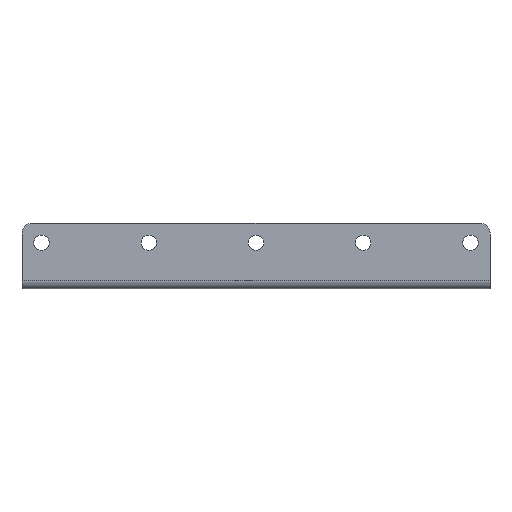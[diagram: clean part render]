
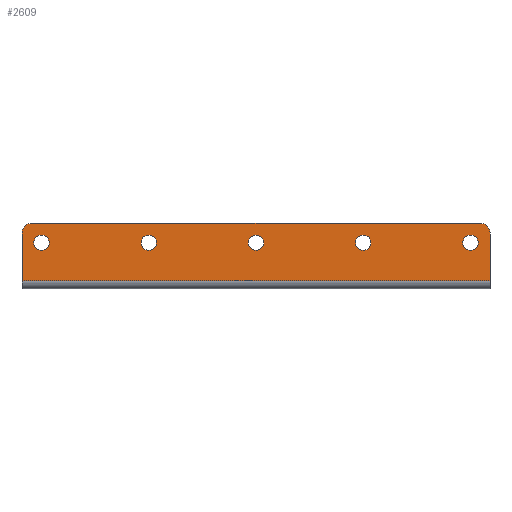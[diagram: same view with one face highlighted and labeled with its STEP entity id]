
A CAD part, left-side view. The second image highlights one B-rep face of the part: STEP entity #2609.
In plain terms, the highlighted planar face has unit normal (-1, 0, 0).
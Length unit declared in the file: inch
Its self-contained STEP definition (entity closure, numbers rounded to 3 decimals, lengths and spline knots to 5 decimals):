
#1 = CARTESIAN_POINT ( 'NONE',  ( 0.015, 5.75, 4.028 ) ) ;
#3 = EDGE_CURVE ( 'NONE', #607, #1625, #1887, .T. ) ;
#5 = VECTOR ( 'NONE', #2483, 39.37008 ) ;
#12 = EDGE_CURVE ( 'NONE', #918, #1492, #549, .T. ) ;
#13 = DIRECTION ( 'NONE',  ( -1., 0., 0. ) ) ;
#42 = CARTESIAN_POINT ( 'NONE',  ( 0.015, 3., 4.028 ) ) ;
#56 = CARTESIAN_POINT ( 'NONE',  ( 0.015, 1.625, 3.929 ) ) ;
#76 = ORIENTED_EDGE ( 'NONE', *, *, #1577, .F. ) ;
#85 = LINE ( 'NONE', #1987, #5 ) ;
#222 = CARTESIAN_POINT ( 'NONE',  ( 0.015, 0., 4.153 ) ) ;
#233 = CARTESIAN_POINT ( 'NONE',  ( 0.015, 3., 3.929 ) ) ;
#255 = EDGE_LOOP ( 'NONE', ( #1501, #727 ) ) ;
#321 = VERTEX_POINT ( 'NONE', #1692 ) ;
#351 = EDGE_CURVE ( 'NONE', #883, #2179, #2363, .T. ) ;
#371 = DIRECTION ( 'NONE',  ( 0., 0., -1. ) ) ;
#379 = FACE_BOUND ( 'NONE', #255, .T. ) ;
#393 = CARTESIAN_POINT ( 'NONE',  ( 0.015, 0.125, 4.153 ) ) ;
#512 = CARTESIAN_POINT ( 'NONE',  ( 0.015, 4.375, 3.929 ) ) ;
#521 = CARTESIAN_POINT ( 'NONE',  ( 0.015, 6., 4.153 ) ) ;
#536 = CIRCLE ( 'NONE', #938, 0.099 ) ;
#549 = LINE ( 'NONE', #2557, #3146 ) ;
#551 = CIRCLE ( 'NONE', #3207, 0.099 ) ;
#607 = VERTEX_POINT ( 'NONE', #2820 ) ;
#676 = CIRCLE ( 'NONE', #2815, 0.125 ) ;
#679 = CARTESIAN_POINT ( 'NONE',  ( 0.015, 3., 4.028 ) ) ;
#727 = ORIENTED_EDGE ( 'NONE', *, *, #3, .F. ) ;
#756 = DIRECTION ( 'NONE',  ( 0., 0., -1. ) ) ;
#779 = CARTESIAN_POINT ( 'NONE',  ( 0.015, 0.125, 4.278 ) ) ;
#784 = DIRECTION ( 'NONE',  ( -1., 0., 0. ) ) ;
#795 = VERTEX_POINT ( 'NONE', #987 ) ;
#823 = ORIENTED_EDGE ( 'NONE', *, *, #2004, .F. ) ;
#827 = VERTEX_POINT ( 'NONE', #233 ) ;
#868 = DIRECTION ( 'NONE',  ( 0., 0., -1. ) ) ;
#883 = VERTEX_POINT ( 'NONE', #1922 ) ;
#910 = DIRECTION ( 'NONE',  ( -1., 0., 0. ) ) ;
#917 = AXIS2_PLACEMENT_3D ( 'NONE', #2873, #1355, #3122 ) ;
#918 = VERTEX_POINT ( 'NONE', #779 ) ;
#938 = AXIS2_PLACEMENT_3D ( 'NONE', #679, #1337, #1846 ) ;
#943 = EDGE_LOOP ( 'NONE', ( #2474, #76 ) ) ;
#970 = EDGE_CURVE ( 'NONE', #2179, #883, #1198, .T. ) ;
#987 = CARTESIAN_POINT ( 'NONE',  ( 0.015, 6., 3.543 ) ) ;
#1001 = CARTESIAN_POINT ( 'NONE',  ( 0.015, 5.875, 4.153 ) ) ;
#1009 = EDGE_CURVE ( 'NONE', #1625, #607, #2156, .T. ) ;
#1040 = DIRECTION ( 'NONE',  ( 0., 0., -1. ) ) ;
#1058 = FACE_BOUND ( 'NONE', #1500, .T. ) ;
#1076 = EDGE_LOOP ( 'NONE', ( #2215, #1365 ) ) ;
#1112 = VERTEX_POINT ( 'NONE', #521 ) ;
#1118 = ORIENTED_EDGE ( 'NONE', *, *, #351, .F. ) ;
#1134 = EDGE_CURVE ( 'NONE', #2469, #2169, #1838, .T. ) ;
#1198 = CIRCLE ( 'NONE', #917, 0.099 ) ;
#1224 = ORIENTED_EDGE ( 'NONE', *, *, #1831, .F. ) ;
#1289 = AXIS2_PLACEMENT_3D ( 'NONE', #393, #1885, #371 ) ;
#1305 = EDGE_LOOP ( 'NONE', ( #1454, #2996, #823, #1224, #2466, #2959 ) ) ;
#1315 = CIRCLE ( 'NONE', #2492, 0.099 ) ;
#1333 = CARTESIAN_POINT ( 'NONE',  ( 0.015, 6., 3.543 ) ) ;
#1337 = DIRECTION ( 'NONE',  ( -1., 0., 0. ) ) ;
#1349 = EDGE_CURVE ( 'NONE', #321, #3213, #2554, .T. ) ;
#1355 = DIRECTION ( 'NONE',  ( -1., 0., 0. ) ) ;
#1365 = ORIENTED_EDGE ( 'NONE', *, *, #1373, .F. ) ;
#1372 = VECTOR ( 'NONE', #1526, 39.37008 ) ;
#1373 = EDGE_CURVE ( 'NONE', #1855, #827, #2394, .T. ) ;
#1377 = EDGE_LOOP ( 'NONE', ( #3024, #1379 ) ) ;
#1379 = ORIENTED_EDGE ( 'NONE', *, *, #1349, .F. ) ;
#1454 = ORIENTED_EDGE ( 'NONE', *, *, #12, .T. ) ;
#1477 = EDGE_CURVE ( 'NONE', #2169, #918, #2316, .T. ) ;
#1492 = VERTEX_POINT ( 'NONE', #1633 ) ;
#1493 = AXIS2_PLACEMENT_3D ( 'NONE', #2392, #910, #2682 ) ;
#1500 = EDGE_LOOP ( 'NONE', ( #3195, #1118 ) ) ;
#1501 = ORIENTED_EDGE ( 'NONE', *, *, #1009, .F. ) ;
#1526 = DIRECTION ( 'NONE',  ( 0., 0., 1. ) ) ;
#1534 = CIRCLE ( 'NONE', #1693, 0.099 ) ;
#1536 = CARTESIAN_POINT ( 'NONE',  ( 0.015, 0.25, 4.028 ) ) ;
#1537 = DIRECTION ( 'NONE',  ( -1., 0., 0. ) ) ;
#1568 = DIRECTION ( 'NONE',  ( -1., 0., 0. ) ) ;
#1569 = DIRECTION ( 'NONE',  ( 0., 1., 0. ) ) ;
#1577 = EDGE_CURVE ( 'NONE', #2986, #1690, #1315, .T. ) ;
#1625 = VERTEX_POINT ( 'NONE', #3132 ) ;
#1633 = CARTESIAN_POINT ( 'NONE',  ( 0.015, 5.875, 4.278 ) ) ;
#1672 = CARTESIAN_POINT ( 'NONE',  ( 0.015, 4.375, 4.127 ) ) ;
#1690 = VERTEX_POINT ( 'NONE', #512 ) ;
#1692 = CARTESIAN_POINT ( 'NONE',  ( 0.015, 0.25, 4.127 ) ) ;
#1693 = AXIS2_PLACEMENT_3D ( 'NONE', #1810, #1568, #3078 ) ;
#1735 = FACE_BOUND ( 'NONE', #943, .T. ) ;
#1751 = DIRECTION ( 'NONE',  ( -1., 0., 0. ) ) ;
#1761 = VECTOR ( 'NONE', #1839, 39.37008 ) ;
#1780 = AXIS2_PLACEMENT_3D ( 'NONE', #2811, #1537, #1788 ) ;
#1788 = DIRECTION ( 'NONE',  ( 0., 0., -1. ) ) ;
#1810 = CARTESIAN_POINT ( 'NONE',  ( 0.015, 4.375, 4.028 ) ) ;
#1820 = DIRECTION ( 'NONE',  ( -1., 0., 0. ) ) ;
#1821 = DIRECTION ( 'NONE',  ( 0., 0., -1. ) ) ;
#1831 = EDGE_CURVE ( 'NONE', #2469, #795, #85, .T. ) ;
#1838 = LINE ( 'NONE', #2170, #1761 ) ;
#1839 = DIRECTION ( 'NONE',  ( 0., 0., 1. ) ) ;
#1846 = DIRECTION ( 'NONE',  ( 0., 0., -1. ) ) ;
#1855 = VERTEX_POINT ( 'NONE', #2220 ) ;
#1883 = FACE_BOUND ( 'NONE', #1377, .T. ) ;
#1885 = DIRECTION ( 'NONE',  ( -1., 0., 0. ) ) ;
#1887 = CIRCLE ( 'NONE', #2709, 0.099 ) ;
#1912 = PLANE ( 'NONE',  #1493 ) ;
#1918 = EDGE_CURVE ( 'NONE', #1690, #2986, #1534, .T. ) ;
#1922 = CARTESIAN_POINT ( 'NONE',  ( 0.015, 1.625, 4.127 ) ) ;
#1932 = AXIS2_PLACEMENT_3D ( 'NONE', #1, #1968, #1040 ) ;
#1968 = DIRECTION ( 'NONE',  ( -1., 0., 0. ) ) ;
#1981 = LINE ( 'NONE', #1333, #1372 ) ;
#1987 = CARTESIAN_POINT ( 'NONE',  ( 0.015, 0., 3.543 ) ) ;
#2004 = EDGE_CURVE ( 'NONE', #795, #1112, #1981, .T. ) ;
#2037 = CARTESIAN_POINT ( 'NONE',  ( 0.015, 0.25, 4.028 ) ) ;
#2043 = EDGE_CURVE ( 'NONE', #3213, #321, #551, .T. ) ;
#2078 = DIRECTION ( 'NONE',  ( 0., 0., -1. ) ) ;
#2156 = CIRCLE ( 'NONE', #1932, 0.099 ) ;
#2169 = VERTEX_POINT ( 'NONE', #222 ) ;
#2170 = CARTESIAN_POINT ( 'NONE',  ( 0.015, 0., 3.543 ) ) ;
#2179 = VERTEX_POINT ( 'NONE', #56 ) ;
#2215 = ORIENTED_EDGE ( 'NONE', *, *, #2827, .F. ) ;
#2217 = AXIS2_PLACEMENT_3D ( 'NONE', #1536, #13, #2848 ) ;
#2220 = CARTESIAN_POINT ( 'NONE',  ( 0.015, 3., 4.127 ) ) ;
#2230 = CARTESIAN_POINT ( 'NONE',  ( 0.015, 0., 3.543 ) ) ;
#2236 = EDGE_CURVE ( 'NONE', #1492, #1112, #676, .T. ) ;
#2289 = CARTESIAN_POINT ( 'NONE',  ( 0.015, 0.25, 3.929 ) ) ;
#2299 = DIRECTION ( 'NONE',  ( 0., 0., -1. ) ) ;
#2316 = CIRCLE ( 'NONE', #1289, 0.125 ) ;
#2363 = CIRCLE ( 'NONE', #1780, 0.099 ) ;
#2392 = CARTESIAN_POINT ( 'NONE',  ( 0.015, 0., 3.543 ) ) ;
#2394 = CIRCLE ( 'NONE', #3220, 0.099 ) ;
#2404 = FACE_BOUND ( 'NONE', #1076, .T. ) ;
#2466 = ORIENTED_EDGE ( 'NONE', *, *, #1134, .T. ) ;
#2469 = VERTEX_POINT ( 'NONE', #2230 ) ;
#2474 = ORIENTED_EDGE ( 'NONE', *, *, #1918, .F. ) ;
#2483 = DIRECTION ( 'NONE',  ( 0., 1., 0. ) ) ;
#2492 = AXIS2_PLACEMENT_3D ( 'NONE', #2884, #2639, #868 ) ;
#2554 = CIRCLE ( 'NONE', #2217, 0.099 ) ;
#2557 = CARTESIAN_POINT ( 'NONE',  ( 0.015, 0., 4.278 ) ) ;
#2582 = DIRECTION ( 'NONE',  ( -1., 0., 0. ) ) ;
#2609 = ADVANCED_FACE ( 'NONE', ( #1883, #1058, #2404, #1735, #379, #2988 ), #1912, .T. ) ;
#2639 = DIRECTION ( 'NONE',  ( -1., 0., 0. ) ) ;
#2682 = DIRECTION ( 'NONE',  ( 0., 0., 1. ) ) ;
#2709 = AXIS2_PLACEMENT_3D ( 'NONE', #2810, #2582, #1821 ) ;
#2810 = CARTESIAN_POINT ( 'NONE',  ( 0.015, 5.75, 4.028 ) ) ;
#2811 = CARTESIAN_POINT ( 'NONE',  ( 0.015, 1.625, 4.028 ) ) ;
#2815 = AXIS2_PLACEMENT_3D ( 'NONE', #1001, #1751, #756 ) ;
#2820 = CARTESIAN_POINT ( 'NONE',  ( 0.015, 5.75, 4.127 ) ) ;
#2827 = EDGE_CURVE ( 'NONE', #827, #1855, #536, .T. ) ;
#2848 = DIRECTION ( 'NONE',  ( 0., 0., -1. ) ) ;
#2873 = CARTESIAN_POINT ( 'NONE',  ( 0.015, 1.625, 4.028 ) ) ;
#2884 = CARTESIAN_POINT ( 'NONE',  ( 0.015, 4.375, 4.028 ) ) ;
#2959 = ORIENTED_EDGE ( 'NONE', *, *, #1477, .T. ) ;
#2986 = VERTEX_POINT ( 'NONE', #1672 ) ;
#2988 = FACE_OUTER_BOUND ( 'NONE', #1305, .T. ) ;
#2996 = ORIENTED_EDGE ( 'NONE', *, *, #2236, .T. ) ;
#3024 = ORIENTED_EDGE ( 'NONE', *, *, #2043, .F. ) ;
#3078 = DIRECTION ( 'NONE',  ( 0., 0., -1. ) ) ;
#3122 = DIRECTION ( 'NONE',  ( 0., 0., -1. ) ) ;
#3132 = CARTESIAN_POINT ( 'NONE',  ( 0.015, 5.75, 3.929 ) ) ;
#3146 = VECTOR ( 'NONE', #1569, 39.37008 ) ;
#3195 = ORIENTED_EDGE ( 'NONE', *, *, #970, .F. ) ;
#3207 = AXIS2_PLACEMENT_3D ( 'NONE', #2037, #784, #2299 ) ;
#3213 = VERTEX_POINT ( 'NONE', #2289 ) ;
#3220 = AXIS2_PLACEMENT_3D ( 'NONE', #42, #1820, #2078 ) ;
